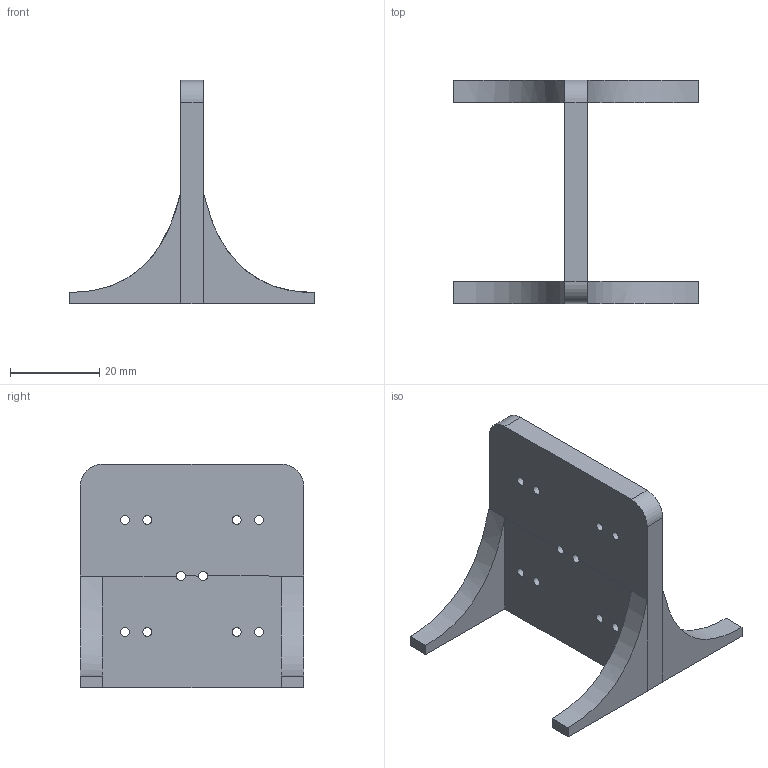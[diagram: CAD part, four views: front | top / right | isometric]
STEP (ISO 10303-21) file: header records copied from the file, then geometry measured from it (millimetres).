
FILE_DESCRIPTION(('FreeCAD Model'),'2;1');
FILE_NAME('Open CASCADE Shape Model','2024-10-23T19:57:51',('Author'),( ''),'Open CASCADE STEP processor 7.6','FreeCAD','Unknown');
FILE_SCHEMA(('AUTOMOTIVE_DESIGN { 1 0 10303 214 1 1 1 1 }'));
Length unit declared in the file: millimetre
Products named in the file (1): receptor
Bounding box: 55 x 50 x 50 mm (x, y, z)
Volume: 16164.3 mm3; surface area: 8546.8 mm2
Topology: 1 solids, 1 shells, 40 faces, 106 edges, 64 vertices
Faces by surface type: plane 24, cylinder 12, extrusion 4
Full cylindrical faces by diameter (mm): 2 x10
Entity records: 1498 total; most frequent: CARTESIAN_POINT 445, ORIENTED_EDGE 212, DIRECTION 204, EDGE_CURVE 106, VECTOR 74, LINE 70, AXIS2_PLACEMENT_3D 65, VERTEX_POINT 64
